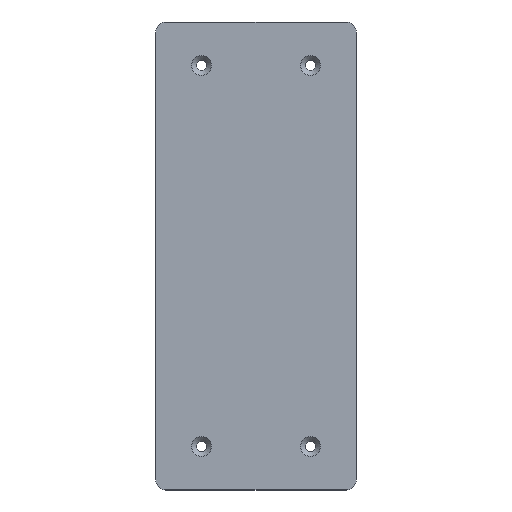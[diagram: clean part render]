
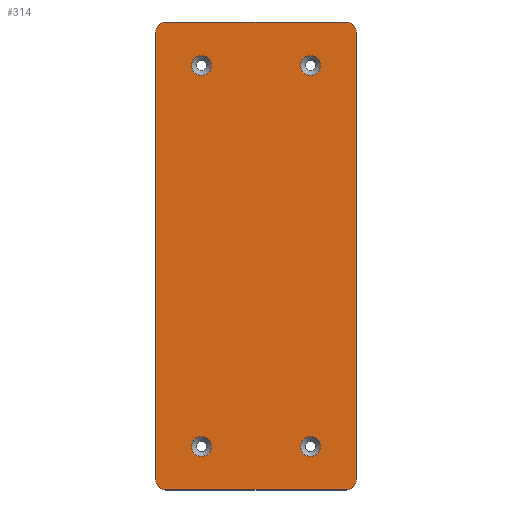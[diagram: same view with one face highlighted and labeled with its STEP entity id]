
A CAD part, top view. The second image highlights one B-rep face of the part: STEP entity #314.
In plain terms, the highlighted planar face has unit normal (0, 0, 1).
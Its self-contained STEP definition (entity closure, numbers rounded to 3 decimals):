
#19=FACE_BOUND('',#53,.T.);
#20=FACE_BOUND('',#54,.T.);
#21=FACE_BOUND('',#55,.T.);
#22=FACE_BOUND('',#56,.T.);
#27=PLANE('',#348);
#34=FACE_OUTER_BOUND('',#52,.T.);
#52=EDGE_LOOP('',(#221,#222,#223,#224,#225,#226,#227,#228));
#53=EDGE_LOOP('',(#229));
#54=EDGE_LOOP('',(#230));
#55=EDGE_LOOP('',(#231));
#56=EDGE_LOOP('',(#232));
#79=LINE('',#497,#103);
#80=LINE('',#501,#104);
#81=LINE('',#505,#105);
#82=LINE('',#508,#106);
#103=VECTOR('',#395,10.);
#104=VECTOR('',#398,10.);
#105=VECTOR('',#401,10.);
#106=VECTOR('',#404,10.);
#125=CIRCLE('',#346,3.);
#127=CIRCLE('',#349,3.);
#128=CIRCLE('',#350,3.);
#129=CIRCLE('',#351,3.);
#130=CIRCLE('',#352,3.);
#131=CIRCLE('',#353,3.);
#132=CIRCLE('',#354,3.);
#133=CIRCLE('',#355,3.);
#145=VERTEX_POINT('',#487);
#146=VERTEX_POINT('',#488);
#149=VERTEX_POINT('',#496);
#150=VERTEX_POINT('',#498);
#151=VERTEX_POINT('',#500);
#152=VERTEX_POINT('',#502);
#153=VERTEX_POINT('',#504);
#154=VERTEX_POINT('',#506);
#155=VERTEX_POINT('',#509);
#156=VERTEX_POINT('',#511);
#157=VERTEX_POINT('',#513);
#158=VERTEX_POINT('',#515);
#173=EDGE_CURVE('',#145,#146,#125,.T.);
#177=EDGE_CURVE('',#145,#149,#79,.T.);
#178=EDGE_CURVE('',#150,#149,#127,.T.);
#179=EDGE_CURVE('',#150,#151,#80,.T.);
#180=EDGE_CURVE('',#152,#151,#128,.T.);
#181=EDGE_CURVE('',#152,#153,#81,.T.);
#182=EDGE_CURVE('',#154,#153,#129,.T.);
#183=EDGE_CURVE('',#154,#146,#82,.T.);
#184=EDGE_CURVE('',#155,#155,#130,.T.);
#185=EDGE_CURVE('',#156,#156,#131,.T.);
#186=EDGE_CURVE('',#157,#157,#132,.T.);
#187=EDGE_CURVE('',#158,#158,#133,.T.);
#221=ORIENTED_EDGE('',*,*,#173,.F.);
#222=ORIENTED_EDGE('',*,*,#177,.T.);
#223=ORIENTED_EDGE('',*,*,#178,.F.);
#224=ORIENTED_EDGE('',*,*,#179,.T.);
#225=ORIENTED_EDGE('',*,*,#180,.F.);
#226=ORIENTED_EDGE('',*,*,#181,.T.);
#227=ORIENTED_EDGE('',*,*,#182,.F.);
#228=ORIENTED_EDGE('',*,*,#183,.T.);
#229=ORIENTED_EDGE('',*,*,#184,.F.);
#230=ORIENTED_EDGE('',*,*,#185,.F.);
#231=ORIENTED_EDGE('',*,*,#186,.F.);
#232=ORIENTED_EDGE('',*,*,#187,.F.);
#314=ADVANCED_FACE('',(#34,#19,#20,#21,#22),#27,.T.);
#346=AXIS2_PLACEMENT_3D('',#489,#387,#388);
#348=AXIS2_PLACEMENT_3D('',#495,#393,#394);
#349=AXIS2_PLACEMENT_3D('',#499,#396,#397);
#350=AXIS2_PLACEMENT_3D('',#503,#399,#400);
#351=AXIS2_PLACEMENT_3D('',#507,#402,#403);
#352=AXIS2_PLACEMENT_3D('',#510,#405,#406);
#353=AXIS2_PLACEMENT_3D('',#512,#407,#408);
#354=AXIS2_PLACEMENT_3D('',#514,#409,#410);
#355=AXIS2_PLACEMENT_3D('',#516,#411,#412);
#387=DIRECTION('center_axis',(0.,0.,-1.));
#388=DIRECTION('ref_axis',(0.707,0.707,0.));
#393=DIRECTION('center_axis',(0.,0.,1.));
#394=DIRECTION('ref_axis',(-1.,0.,0.));
#395=DIRECTION('',(-1.,0.,0.));
#396=DIRECTION('center_axis',(0.,0.,-1.));
#397=DIRECTION('ref_axis',(-0.707,0.707,0.));
#398=DIRECTION('',(0.,-1.,0.));
#399=DIRECTION('center_axis',(0.,0.,-1.));
#400=DIRECTION('ref_axis',(-0.707,-0.707,0.));
#401=DIRECTION('',(1.,0.,0.));
#402=DIRECTION('center_axis',(0.,0.,-1.));
#403=DIRECTION('ref_axis',(0.707,-0.707,0.));
#404=DIRECTION('',(0.,1.,0.));
#405=DIRECTION('center_axis',(0.,0.,1.));
#406=DIRECTION('ref_axis',(-1.,0.,0.));
#407=DIRECTION('center_axis',(0.,0.,1.));
#408=DIRECTION('ref_axis',(-1.,0.,0.));
#409=DIRECTION('center_axis',(0.,0.,1.));
#410=DIRECTION('ref_axis',(-1.,0.,0.));
#411=DIRECTION('center_axis',(0.,0.,1.));
#412=DIRECTION('ref_axis',(-1.,0.,0.));
#487=CARTESIAN_POINT('',(27.,70.,69.));
#488=CARTESIAN_POINT('',(30.,67.,69.));
#489=CARTESIAN_POINT('Origin',(27.,67.,69.));
#495=CARTESIAN_POINT('Origin',(0.,0.,69.));
#496=CARTESIAN_POINT('',(-27.,70.,69.));
#497=CARTESIAN_POINT('',(30.,70.,69.));
#498=CARTESIAN_POINT('',(-30.,67.,69.));
#499=CARTESIAN_POINT('Origin',(-27.,67.,69.));
#500=CARTESIAN_POINT('',(-30.,-67.,69.));
#501=CARTESIAN_POINT('',(-30.,70.,69.));
#502=CARTESIAN_POINT('',(-27.,-70.,69.));
#503=CARTESIAN_POINT('Origin',(-27.,-67.,69.));
#504=CARTESIAN_POINT('',(27.,-70.,69.));
#505=CARTESIAN_POINT('',(-30.,-70.,69.));
#506=CARTESIAN_POINT('',(30.,-67.,69.));
#507=CARTESIAN_POINT('Origin',(27.,-67.,69.));
#508=CARTESIAN_POINT('',(30.,-70.,69.));
#509=CARTESIAN_POINT('',(19.3,-57.,69.));
#510=CARTESIAN_POINT('Origin',(16.3,-57.,69.));
#511=CARTESIAN_POINT('',(-13.3,57.,69.));
#512=CARTESIAN_POINT('Origin',(-16.3,57.,69.));
#513=CARTESIAN_POINT('',(19.3,57.,69.));
#514=CARTESIAN_POINT('Origin',(16.3,57.,69.));
#515=CARTESIAN_POINT('',(-13.3,-57.,69.));
#516=CARTESIAN_POINT('Origin',(-16.3,-57.,69.));
